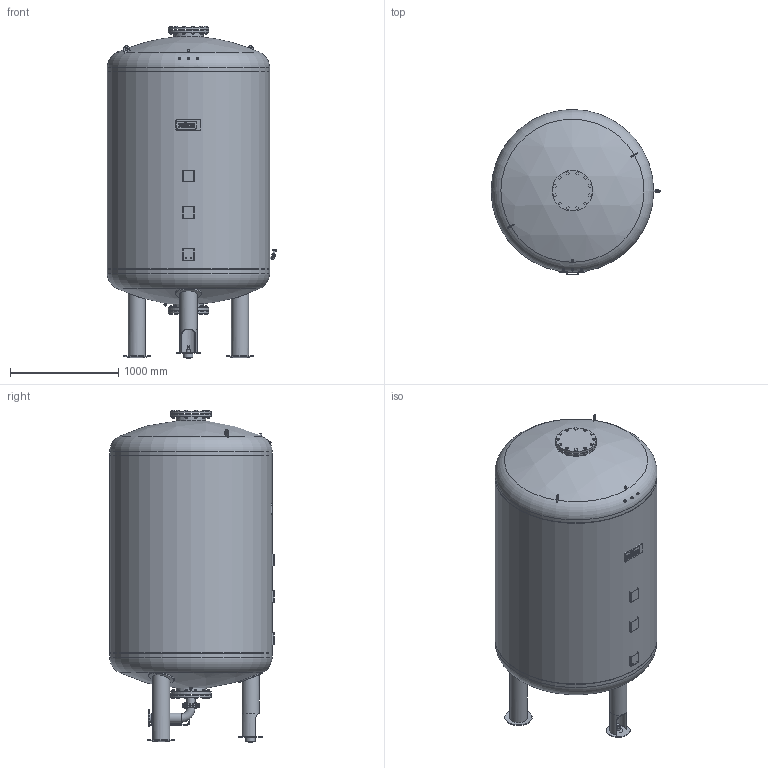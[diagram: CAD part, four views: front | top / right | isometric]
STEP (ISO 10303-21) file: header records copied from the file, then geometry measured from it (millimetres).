
FILE_DESCRIPTION(/* description */ (''),/* implementation_level */ '2;1');
FILE_NAME(/* name */ '3d_ReflexomatRG4000_6bar-8650705.stp',/* time_stamp */ '2015-12-08T09:20:05+01:00',/* author */ ('Andrzej'),/* organization */ (''),/* preprocessor_version */ 'ST-DEVELOPER v15.5',/* originating_system */ 'AutoCAD Mechanical',/* authorisation */ '');
FILE_SCHEMA (('AUTOMOTIVE_DESIGN { 1 0 10303 214 3 1 1 }'));
Length unit declared in the file: millimetre
Products named in the file (1): Product
Bounding box: 1566 x 1520 x 3065 mm (x, y, z)
Volume: 4076990883.8 mm3; surface area: 23476496.9 mm2
Topology: 34 solids, 34 shells, 1034 faces, 2474 edges, 1623 vertices
Faces by surface type: plane 695, cylinder 238, cone 57, torus 20, sphere 14, bspline 10
Full cylindrical faces by diameter (mm): 3 x1, 3.5 x1, 5 x1, 8 x1, 9 x2, 10 x2, 11.445 x3, 12 x8, 14 x12, 14.95 x1, 15 x1, 16 x48, 18.5 x4, 19 x1, 20 x4, 21.3 x3, 24 x1, 26 x1, 28 x2, 30 x2, 37 x1, 76.1 x6, 83.883 x1, 92.1 x1, 150 x1, 159 x3, 160 x3, 220 x1, 260.4 x2, 272.4 x1
Entity records: 29930 total; most frequent: CARTESIAN_POINT 6394, DIRECTION 4797, ORIENTED_EDGE 4432, EDGE_CURVE 2216, AXIS2_PLACEMENT_3D 1607, LINE 1583, VECTOR 1583, VERTEX_POINT 1574
